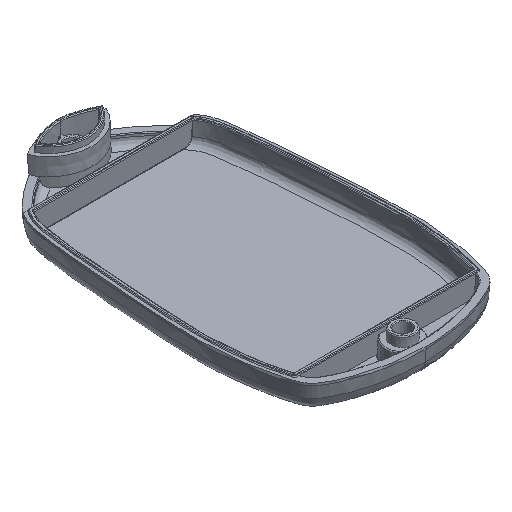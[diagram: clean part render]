
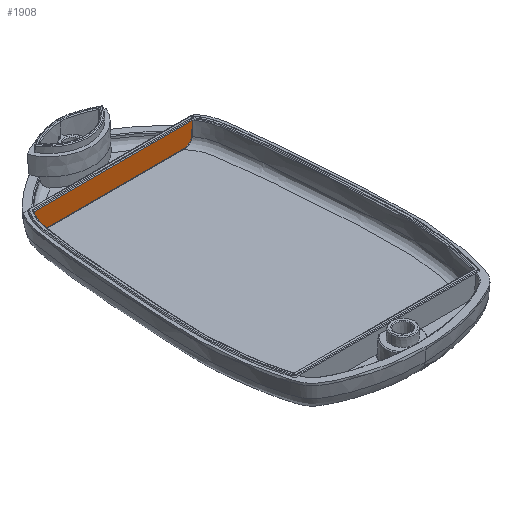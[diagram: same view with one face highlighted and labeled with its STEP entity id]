
A CAD part, isometric view. The second image highlights one B-rep face of the part: STEP entity #1908.
In plain terms, the highlighted planar face has unit normal (0, -1, 0.026).
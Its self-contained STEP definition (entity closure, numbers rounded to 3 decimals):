
#174 = CARTESIAN_POINT ( 'NONE',  ( -18.099, 44.645, -5.074 ) ) ;
#520 = CARTESIAN_POINT ( 'NONE',  ( -18.392, 44.712, -2.547 ) ) ;
#672 = CARTESIAN_POINT ( 'NONE',  ( 18.05, 44.643, -5.173 ) ) ;
#675 = EDGE_CURVE ( 'NONE', #6166, #3935, #10217, .T. ) ;
#704 = CARTESIAN_POINT ( 'NONE',  ( -16.258, 44.618, -6.103 ) ) ;
#1390 = PLANE ( 'NONE',  #7833 ) ;
#1413 = CARTESIAN_POINT ( 'NONE',  ( -17.022, 44.622, -5.985 ) ) ;
#1531 = ORIENTED_EDGE ( 'NONE', *, *, #13113, .T. ) ;
#1611 = CARTESIAN_POINT ( 'NONE',  ( 18.197, 44.654, -4.754 ) ) ;
#1621 = B_SPLINE_CURVE_WITH_KNOTS ( 'NONE', 3,
 ( #3955, #520, #7651, #13208 ),
 .UNSPECIFIED., .F., .F.,
 ( 4, 4 ),
 ( 0., 0.003 ),
 .UNSPECIFIED. ) ;
#1659 = ORIENTED_EDGE ( 'NONE', *, *, #675, .T. ) ;
#1908 = ADVANCED_FACE ( 'NONE', ( #6648 ), #1390, .T. ) ;
#1915 = ORIENTED_EDGE ( 'NONE', *, *, #6609, .T. ) ;
#2618 = CARTESIAN_POINT ( 'NONE',  ( 18.392, 44.712, -2.547 ) ) ;
#2708 = DIRECTION ( 'NONE',  ( -1., 0., 0. ) ) ;
#2809 = CARTESIAN_POINT ( 'NONE',  ( 17.338, 44.625, -5.862 ) ) ;
#3074 = VECTOR ( 'NONE', #6937, 1000. ) ;
#3284 = ORIENTED_EDGE ( 'NONE', *, *, #10739, .T. ) ;
#3512 = CARTESIAN_POINT ( 'NONE',  ( -17.857, 44.636, -5.448 ) ) ;
#3609 = CARTESIAN_POINT ( 'NONE',  ( -17.428, 44.626, -5.801 ) ) ;
#3645 = CARTESIAN_POINT ( 'NONE',  ( 18.484, 44.739, -1.5 ) ) ;
#3754 = CARTESIAN_POINT ( 'NONE',  ( 18.484, 44.739, -1.5 ) ) ;
#3902 = CARTESIAN_POINT ( 'NONE',  ( 18.207, 44.657, -4.642 ) ) ;
#3935 = VERTEX_POINT ( 'NONE', #9716 ) ;
#3955 = CARTESIAN_POINT ( 'NONE',  ( -18.484, 44.739, -1.5 ) ) ;
#4006 = CARTESIAN_POINT ( 'NONE',  ( 16.703, 44.619, -6.074 ) ) ;
#4054 = CARTESIAN_POINT ( 'NONE',  ( 16.258, 44.618, -6.103 ) ) ;
#4107 = CARTESIAN_POINT ( 'NONE',  ( -18.207, 44.657, -4.642 ) ) ;
#4221 = ORIENTED_EDGE ( 'NONE', *, *, #6195, .T. ) ;
#4368 = CARTESIAN_POINT ( 'NONE',  ( -18.484, 44.739, -1.5 ) ) ;
#4880 = DIRECTION ( 'NONE',  ( 0., -0.026, -1. ) ) ;
#5149 = CARTESIAN_POINT ( 'NONE',  ( 17.87, 44.635, -5.453 ) ) ;
#5780 = VECTOR ( 'NONE', #2708, 1000. ) ;
#6146 = CARTESIAN_POINT ( 'NONE',  ( 18.173, 44.651, -4.862 ) ) ;
#6166 = VERTEX_POINT ( 'NONE', #13804 ) ;
#6195 = EDGE_CURVE ( 'NONE', #9547, #10986, #1621, .T. ) ;
#6488 = EDGE_LOOP ( 'NONE', ( #1659, #8162, #1915, #4221, #3284, #1531 ) ) ;
#6609 = EDGE_CURVE ( 'NONE', #13123, #9547, #12554, .T. ) ;
#6648 = FACE_OUTER_BOUND ( 'NONE', #6488, .T. ) ;
#6760 = CARTESIAN_POINT ( 'NONE',  ( 18.207, 44.657, -4.642 ) ) ;
#6897 = CARTESIAN_POINT ( 'NONE',  ( -17.613, 44.63, -5.676 ) ) ;
#6937 = DIRECTION ( 'NONE',  ( 1., 0., 0. ) ) ;
#6949 = CARTESIAN_POINT ( 'NONE',  ( -17.928, 44.638, -5.362 ) ) ;
#7048 = CARTESIAN_POINT ( 'NONE',  ( 18.299, 44.684, -3.595 ) ) ;
#7097 = CARTESIAN_POINT ( 'NONE',  ( -17.331, 44.625, -5.855 ) ) ;
#7651 = CARTESIAN_POINT ( 'NONE',  ( -18.299, 44.684, -3.595 ) ) ;
#7833 = AXIS2_PLACEMENT_3D ( 'NONE', #13790, #9404, #4880 ) ;
#8162 = ORIENTED_EDGE ( 'NONE', *, *, #10235, .T. ) ;
#8242 = CARTESIAN_POINT ( 'NONE',  ( -18.197, 44.654, -4.754 ) ) ;
#8654 = B_SPLINE_CURVE_WITH_KNOTS ( 'NONE', 3,
 ( #9325, #8242, #9377, #174, #13527, #6949, #3512, #12627, #6897, #3609, #7097, #10424, #1413, #11622, #11524, #10521 ),
 .UNSPECIFIED., .F., .F.,
 ( 4, 2, 2, 2, 2, 2, 2, 4 ),
 ( 0., 0., 0.001, 0.001, 0.001, 0.002, 0.002, 0.003 ),
 .UNSPECIFIED. ) ;
#9178 = CARTESIAN_POINT ( 'NONE',  ( 0., 44.739, -1.5 ) ) ;
#9325 = CARTESIAN_POINT ( 'NONE',  ( -18.207, 44.657, -4.642 ) ) ;
#9377 = CARTESIAN_POINT ( 'NONE',  ( -18.173, 44.651, -4.865 ) ) ;
#9404 = DIRECTION ( 'NONE',  ( 0., -1., 0.026 ) ) ;
#9547 = VERTEX_POINT ( 'NONE', #4368 ) ;
#9716 = CARTESIAN_POINT ( 'NONE',  ( 18.207, 44.657, -4.642 ) ) ;
#10217 = B_SPLINE_CURVE_WITH_KNOTS ( 'NONE', 3,
 ( #4054, #12016, #4006, #11964, #2809, #13005, #5149, #672, #10663, #6146, #1611, #3902 ),
 .UNSPECIFIED., .F., .F.,
 ( 4, 2, 2, 2, 2, 4 ),
 ( 0., 0.001, 0.001, 0.002, 0.002, 0.003 ),
 .UNSPECIFIED. ) ;
#10235 = EDGE_CURVE ( 'NONE', #3935, #13123, #12826, .T. ) ;
#10411 = CARTESIAN_POINT ( 'NONE',  ( 16.182, 44.618, -6.103 ) ) ;
#10424 = CARTESIAN_POINT ( 'NONE',  ( -17.129, 44.623, -5.946 ) ) ;
#10521 = CARTESIAN_POINT ( 'NONE',  ( -16.258, 44.618, -6.103 ) ) ;
#10663 = CARTESIAN_POINT ( 'NONE',  ( 18.1, 44.645, -5.072 ) ) ;
#10730 = LINE ( 'NONE', #10411, #3074 ) ;
#10739 = EDGE_CURVE ( 'NONE', #10986, #11352, #8654, .T. ) ;
#10986 = VERTEX_POINT ( 'NONE', #4107 ) ;
#11352 = VERTEX_POINT ( 'NONE', #704 ) ;
#11524 = CARTESIAN_POINT ( 'NONE',  ( -16.482, 44.618, -6.103 ) ) ;
#11622 = CARTESIAN_POINT ( 'NONE',  ( -16.701, 44.619, -6.074 ) ) ;
#11964 = CARTESIAN_POINT ( 'NONE',  ( 17.133, 44.622, -5.953 ) ) ;
#12016 = CARTESIAN_POINT ( 'NONE',  ( 16.482, 44.618, -6.103 ) ) ;
#12554 = LINE ( 'NONE', #9178, #5780 ) ;
#12627 = CARTESIAN_POINT ( 'NONE',  ( -17.7, 44.631, -5.605 ) ) ;
#12826 = B_SPLINE_CURVE_WITH_KNOTS ( 'NONE', 3,
 ( #6760, #7048, #2618, #3754 ),
 .UNSPECIFIED., .F., .F.,
 ( 4, 4 ),
 ( 0., 0.003 ),
 .UNSPECIFIED. ) ;
#13005 = CARTESIAN_POINT ( 'NONE',  ( 17.707, 44.631, -5.612 ) ) ;
#13113 = EDGE_CURVE ( 'NONE', #11352, #6166, #10730, .T. ) ;
#13123 = VERTEX_POINT ( 'NONE', #3645 ) ;
#13208 = CARTESIAN_POINT ( 'NONE',  ( -18.207, 44.657, -4.642 ) ) ;
#13527 = CARTESIAN_POINT ( 'NONE',  ( -18.05, 44.643, -5.173 ) ) ;
#13790 = CARTESIAN_POINT ( 'NONE',  ( 0., 44.738, -1.521 ) ) ;
#13804 = CARTESIAN_POINT ( 'NONE',  ( 16.258, 44.618, -6.103 ) ) ;
